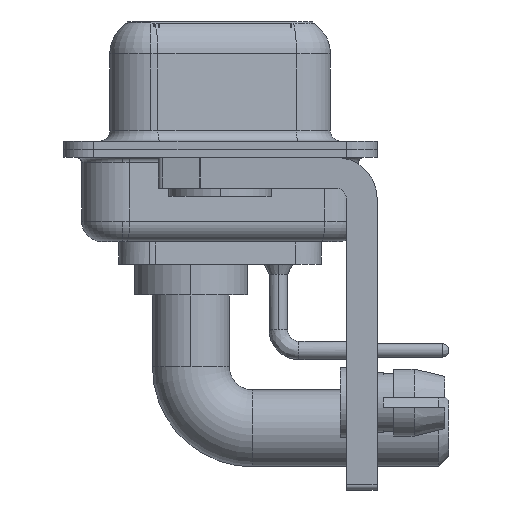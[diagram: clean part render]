
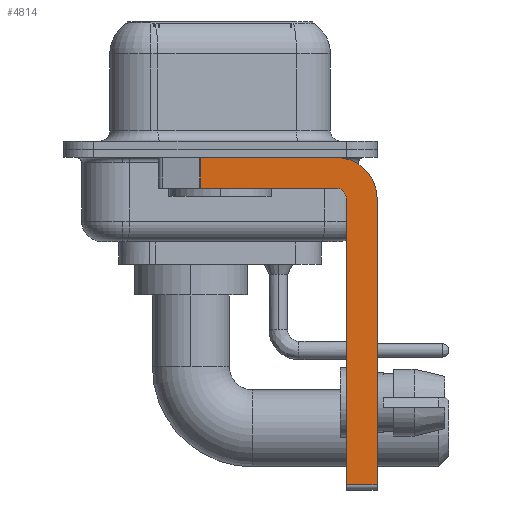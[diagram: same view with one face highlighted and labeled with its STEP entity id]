
A CAD part, left-side view. The second image highlights one B-rep face of the part: STEP entity #4814.
In plain terms, the highlighted planar face has unit normal (-1, 0, 0).
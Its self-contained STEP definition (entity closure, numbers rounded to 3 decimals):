
#127 = DIRECTION ( 'NONE',  ( -1., 0., 0. ) ) ;
#539 = VERTEX_POINT ( 'NONE', #21343 ) ;
#962 = CARTESIAN_POINT ( 'NONE',  ( -2.9, -7.65, -16.35 ) ) ;
#1125 = ORIENTED_EDGE ( 'NONE', *, *, #11267, .T. ) ;
#1236 = LINE ( 'NONE', #9832, #1437 ) ;
#1437 = VECTOR ( 'NONE', #17120, 1000. ) ;
#2294 = CIRCLE ( 'NONE', #4205, 2. ) ;
#2828 = EDGE_CURVE ( 'NONE', #18598, #18894, #1236, .T. ) ;
#3603 = DIRECTION ( 'NONE',  ( 0., -1., 0. ) ) ;
#3663 = CARTESIAN_POINT ( 'NONE',  ( -2.9, -6.15, -16.6 ) ) ;
#4205 = AXIS2_PLACEMENT_3D ( 'NONE', #13629, #11601, #8004 ) ;
#4462 = CARTESIAN_POINT ( 'NONE',  ( -2.9, -5.65, -2.4 ) ) ;
#4814 = ADVANCED_FACE ( 'NONE', ( #6249 ), #20816, .F. ) ;
#4968 = DIRECTION ( 'NONE',  ( 0., 0., 1. ) ) ;
#5244 = ORIENTED_EDGE ( 'NONE', *, *, #22778, .F. ) ;
#5321 = EDGE_CURVE ( 'NONE', #18238, #18894, #6676, .T. ) ;
#5322 = LINE ( 'NONE', #3663, #11321 ) ;
#6249 = FACE_OUTER_BOUND ( 'NONE', #19766, .T. ) ;
#6676 = LINE ( 'NONE', #17564, #7411 ) ;
#6780 = AXIS2_PLACEMENT_3D ( 'NONE', #7396, #127, #11351 ) ;
#6976 = ORIENTED_EDGE ( 'NONE', *, *, #21525, .F. ) ;
#7275 = VERTEX_POINT ( 'NONE', #10243 ) ;
#7396 = CARTESIAN_POINT ( 'NONE',  ( -2.9, -5.65, -2.4 ) ) ;
#7406 = LINE ( 'NONE', #23531, #14798 ) ;
#7411 = VECTOR ( 'NONE', #8474, 1000. ) ;
#7810 = CARTESIAN_POINT ( 'NONE',  ( -2.9, -7.65, -2.4 ) ) ;
#8004 = DIRECTION ( 'NONE',  ( 0., 0., -1. ) ) ;
#8148 = ORIENTED_EDGE ( 'NONE', *, *, #5321, .F. ) ;
#8303 = CIRCLE ( 'NONE', #6780, 0.5 ) ;
#8474 = DIRECTION ( 'NONE',  ( 0., 1., 0. ) ) ;
#9832 = CARTESIAN_POINT ( 'NONE',  ( -2.9, 0.978, -1.9 ) ) ;
#9955 = DIRECTION ( 'NONE',  ( 0., 0., -1. ) ) ;
#10243 = CARTESIAN_POINT ( 'NONE',  ( -2.9, -7.65, -2.4 ) ) ;
#10512 = CARTESIAN_POINT ( 'NONE',  ( -2.9, 3., -0.4 ) ) ;
#11020 = ORIENTED_EDGE ( 'NONE', *, *, #2828, .T. ) ;
#11267 = EDGE_CURVE ( 'NONE', #12971, #15484, #7406, .T. ) ;
#11321 = VECTOR ( 'NONE', #4968, 1000. ) ;
#11351 = DIRECTION ( 'NONE',  ( 0., 0., 1. ) ) ;
#11466 = AXIS2_PLACEMENT_3D ( 'NONE', #4462, #11751, #9955 ) ;
#11601 = DIRECTION ( 'NONE',  ( 1., 0., 0. ) ) ;
#11751 = DIRECTION ( 'NONE',  ( 1., 0., 0. ) ) ;
#12720 = EDGE_CURVE ( 'NONE', #15831, #7275, #2294, .T. ) ;
#12953 = VECTOR ( 'NONE', #3603, 1000. ) ;
#12971 = VERTEX_POINT ( 'NONE', #23323 ) ;
#13629 = CARTESIAN_POINT ( 'NONE',  ( -2.9, -5.65, -2.4 ) ) ;
#14345 = LINE ( 'NONE', #10512, #12953 ) ;
#14580 = ORIENTED_EDGE ( 'NONE', *, *, #19375, .F. ) ;
#14710 = DIRECTION ( 'NONE',  ( 0., -1., 0. ) ) ;
#14798 = VECTOR ( 'NONE', #14710, 1000. ) ;
#15484 = VERTEX_POINT ( 'NONE', #962 ) ;
#15677 = CARTESIAN_POINT ( 'NONE',  ( -2.9, 0.978, -1.9 ) ) ;
#15803 = VECTOR ( 'NONE', #16665, 1000. ) ;
#15831 = VERTEX_POINT ( 'NONE', #18132 ) ;
#16633 = ORIENTED_EDGE ( 'NONE', *, *, #18058, .F. ) ;
#16665 = DIRECTION ( 'NONE',  ( 0., 0., -1. ) ) ;
#17120 = DIRECTION ( 'NONE',  ( 0., 0., -1. ) ) ;
#17564 = CARTESIAN_POINT ( 'NONE',  ( -2.9, -5.65, -1.9 ) ) ;
#18058 = EDGE_CURVE ( 'NONE', #7275, #15484, #18571, .T. ) ;
#18132 = CARTESIAN_POINT ( 'NONE',  ( -2.9, -5.65, -0.4 ) ) ;
#18238 = VERTEX_POINT ( 'NONE', #22724 ) ;
#18571 = LINE ( 'NONE', #7810, #15803 ) ;
#18598 = VERTEX_POINT ( 'NONE', #22585 ) ;
#18894 = VERTEX_POINT ( 'NONE', #15677 ) ;
#19375 = EDGE_CURVE ( 'NONE', #12971, #539, #5322, .T. ) ;
#19766 = EDGE_LOOP ( 'NONE', ( #5244, #11020, #8148, #6976, #14580, #1125, #16633, #23000 ) ) ;
#20816 = PLANE ( 'NONE',  #11466 ) ;
#21343 = CARTESIAN_POINT ( 'NONE',  ( -2.9, -6.15, -2.4 ) ) ;
#21525 = EDGE_CURVE ( 'NONE', #539, #18238, #8303, .T. ) ;
#22585 = CARTESIAN_POINT ( 'NONE',  ( -2.9, 0.978, -0.4 ) ) ;
#22724 = CARTESIAN_POINT ( 'NONE',  ( -2.9, -5.65, -1.9 ) ) ;
#22778 = EDGE_CURVE ( 'NONE', #18598, #15831, #14345, .T. ) ;
#23000 = ORIENTED_EDGE ( 'NONE', *, *, #12720, .F. ) ;
#23323 = CARTESIAN_POINT ( 'NONE',  ( -2.9, -6.15, -16.35 ) ) ;
#23531 = CARTESIAN_POINT ( 'NONE',  ( -2.9, -5.65, -16.35 ) ) ;
